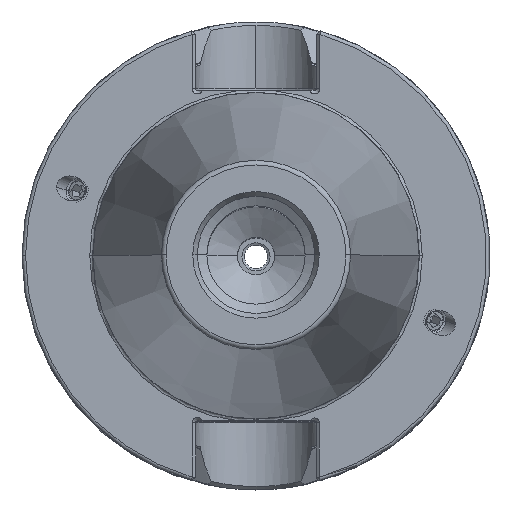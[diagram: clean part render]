
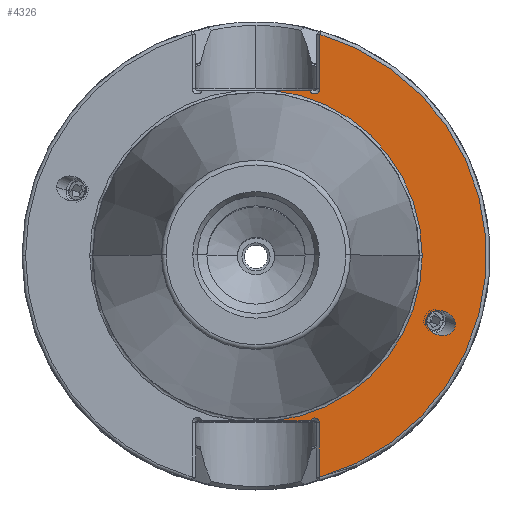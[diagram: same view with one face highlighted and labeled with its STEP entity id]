
A CAD part, top view. The second image highlights one B-rep face of the part: STEP entity #4326.
In plain terms, the highlighted planar face has unit normal (0, 0, 1).
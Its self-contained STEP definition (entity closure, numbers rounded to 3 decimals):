
#167 = DIRECTION ( 'NONE',  ( 0., 0., -1. ) ) ;
#195 = CIRCLE ( 'NONE', #2254, 35.5 ) ;
#221 = VERTEX_POINT ( 'NONE', #8771 ) ;
#635 = CARTESIAN_POINT ( 'NONE',  ( 42.579, -9.404, -3. ) ) ;
#792 = DIRECTION ( 'NONE',  ( -1., 0., 0. ) ) ;
#843 = CARTESIAN_POINT ( 'NONE',  ( 13.65, 47.308, -3. ) ) ;
#1224 = ORIENTED_EDGE ( 'NONE', *, *, #2355, .T. ) ;
#1268 = VERTEX_POINT ( 'NONE', #6489 ) ;
#1528 = CARTESIAN_POINT ( 'NONE',  ( 0., -35.3, -3. ) ) ;
#1683 = DIRECTION ( 'NONE',  ( 0., 0., 1. ) ) ;
#1687 = CIRCLE ( 'NONE', #5772, 1.019 ) ;
#1847 = CARTESIAN_POINT ( 'NONE',  ( 13.544, 49.987, -3. ) ) ;
#1971 = CIRCLE ( 'NONE', #10164, 35.5 ) ;
#1999 = CARTESIAN_POINT ( 'NONE',  ( 42.579, -14.707, -3. ) ) ;
#2082 = VECTOR ( 'NONE', #3563, 1000. ) ;
#2084 = DIRECTION ( 'NONE',  ( -1., 0., 0. ) ) ;
#2198 = PLANE ( 'NONE',  #7405 ) ;
#2200 = EDGE_CURVE ( 'NONE', #4064, #7957, #1971, .T. ) ;
#2254 = AXIS2_PLACEMENT_3D ( 'NONE', #4713, #8468, #9257 ) ;
#2264 = EDGE_CURVE ( 'NONE', #2744, #5680, #7505, .T. ) ;
#2355 = EDGE_CURVE ( 'NONE', #221, #10704, #7325, .T. ) ;
#2434 = ORIENTED_EDGE ( 'NONE', *, *, #8285, .T. ) ;
#2493 = EDGE_CURVE ( 'NONE', #1268, #10704, #2739, .T. ) ;
#2574 = EDGE_LOOP ( 'NONE', ( #7372, #5009 ) ) ;
#2739 = LINE ( 'NONE', #4450, #7313 ) ;
#2744 = VERTEX_POINT ( 'NONE', #8592 ) ;
#2957 = VECTOR ( 'NONE', #4610, 1000. ) ;
#2979 = AXIS2_PLACEMENT_3D ( 'NONE', #7522, #1683, #10333 ) ;
#3087 = EDGE_CURVE ( 'NONE', #1268, #4064, #195, .T. ) ;
#3095 = CARTESIAN_POINT ( 'NONE',  ( 11.578, -35.3, -3. ) ) ;
#3338 = CARTESIAN_POINT ( 'NONE',  ( 36.355, -19.326, -3. ) ) ;
#3540 = FACE_OUTER_BOUND ( 'NONE', #6344, .T. ) ;
#3563 = DIRECTION ( 'NONE',  ( 0., -1., 0. ) ) ;
#3801 = CARTESIAN_POINT ( 'NONE',  ( 36.355, -14.023, -3. ) ) ;
#3976 = DIRECTION ( 'NONE',  ( 0., 0., -1. ) ) ;
#4064 = VERTEX_POINT ( 'NONE', #7298 ) ;
#4085 = ORIENTED_EDGE ( 'NONE', *, *, #6101, .F. ) ;
#4136 = DIRECTION ( 'NONE',  ( -1., 0., 0. ) ) ;
#4148 = CARTESIAN_POINT ( 'NONE',  ( 13.544, -35.675, -3. ) ) ;
#4210 = ORIENTED_EDGE ( 'NONE', *, *, #2493, .F. ) ;
#4326 = ADVANCED_FACE ( 'NONE', ( #8121, #3540 ), #2198, .F. ) ;
#4390 = LINE ( 'NONE', #1847, #2082 ) ;
#4429 = VECTOR ( 'NONE', #4136, 1000. ) ;
#4450 = CARTESIAN_POINT ( 'NONE',  ( 0., 35.3, -3. ) ) ;
#4542 = EDGE_CURVE ( 'NONE', #4631, #5059, #4658, .T. ) ;
#4552 = DIRECTION ( 'NONE',  ( 0., 0., -1. ) ) ;
#4610 = DIRECTION ( 'NONE',  ( 0., -1., 0. ) ) ;
#4631 = VERTEX_POINT ( 'NONE', #5620 ) ;
#4658 =( BOUNDED_CURVE ( )  B_SPLINE_CURVE ( 3, ( #1999, #5075, #3338, #8053 ),
 .UNSPECIFIED., .F., .F. ) 
 B_SPLINE_CURVE_WITH_KNOTS ( ( 4, 4 ),
 ( 5.993, 9.135 ),
 .UNSPECIFIED. ) 
 CURVE ( )  GEOMETRIC_REPRESENTATION_ITEM ( )  RATIONAL_B_SPLINE_CURVE ( ( 1., 0.333, 0.333, 1. ) ) 
 REPRESENTATION_ITEM ( '' )  );
#4713 = CARTESIAN_POINT ( 'NONE',  ( 0., 0., -3. ) ) ;
#4744 = EDGE_CURVE ( 'NONE', #5059, #4631, #5571, .T. ) ;
#5009 = ORIENTED_EDGE ( 'NONE', *, *, #4744, .T. ) ;
#5032 = EDGE_CURVE ( 'NONE', #5680, #221, #9571, .T. ) ;
#5059 = VERTEX_POINT ( 'NONE', #3801 ) ;
#5075 = CARTESIAN_POINT ( 'NONE',  ( 42.579, -20.01, -3. ) ) ;
#5571 =( BOUNDED_CURVE ( )  B_SPLINE_CURVE ( 3, ( #9221, #7469, #635, #6641 ),
 .UNSPECIFIED., .F., .T. ) 
 B_SPLINE_CURVE_WITH_KNOTS ( ( 4, 4 ),
 ( 2.852, 5.993 ),
 .UNSPECIFIED. ) 
 CURVE ( )  GEOMETRIC_REPRESENTATION_ITEM ( )  RATIONAL_B_SPLINE_CURVE ( ( 1., 0.333, 0.333, 1. ) ) 
 REPRESENTATION_ITEM ( '' )  );
#5620 = CARTESIAN_POINT ( 'NONE',  ( 42.579, -14.707, -3. ) ) ;
#5680 = VERTEX_POINT ( 'NONE', #843 ) ;
#5708 = ORIENTED_EDGE ( 'NONE', *, *, #3087, .T. ) ;
#5772 = AXIS2_PLACEMENT_3D ( 'NONE', #11142, #5936, #792 ) ;
#5936 = DIRECTION ( 'NONE',  ( 0., 0., -1. ) ) ;
#5962 = DIRECTION ( 'NONE',  ( -1., 0., 0. ) ) ;
#6101 = EDGE_CURVE ( 'NONE', #8510, #7957, #6711, .T. ) ;
#6328 = CARTESIAN_POINT ( 'NONE',  ( 13.65, 35.675, -3. ) ) ;
#6344 = EDGE_LOOP ( 'NONE', ( #4085, #11054, #2434, #8745, #9013, #1224, #4210, #5708, #6648 ) ) ;
#6489 = CARTESIAN_POINT ( 'NONE',  ( 3.763, 35.3, -3. ) ) ;
#6627 = CARTESIAN_POINT ( 'NONE',  ( 0., 0., -3. ) ) ;
#6641 = CARTESIAN_POINT ( 'NONE',  ( 42.579, -14.707, -3. ) ) ;
#6648 = ORIENTED_EDGE ( 'NONE', *, *, #2200, .T. ) ;
#6711 = LINE ( 'NONE', #1528, #4429 ) ;
#6809 = AXIS2_PLACEMENT_3D ( 'NONE', #7000, #167, #2084 ) ;
#7000 = CARTESIAN_POINT ( 'NONE',  ( 12.525, 35.675, -3. ) ) ;
#7161 = DIRECTION ( 'NONE',  ( 1., 0., 0. ) ) ;
#7298 = CARTESIAN_POINT ( 'NONE',  ( 35.5, 0., -3. ) ) ;
#7313 = VECTOR ( 'NONE', #7161, 1000. ) ;
#7325 = CIRCLE ( 'NONE', #6809, 1.125 ) ;
#7372 = ORIENTED_EDGE ( 'NONE', *, *, #4542, .T. ) ;
#7405 = AXIS2_PLACEMENT_3D ( 'NONE', #9157, #3976, #10036 ) ;
#7469 = CARTESIAN_POINT ( 'NONE',  ( 36.355, -8.72, -3. ) ) ;
#7473 = EDGE_CURVE ( 'NONE', #8510, #8638, #1687, .T. ) ;
#7505 = CIRCLE ( 'NONE', #2979, 49.237 ) ;
#7522 = CARTESIAN_POINT ( 'NONE',  ( 0., 0., -3. ) ) ;
#7957 = VERTEX_POINT ( 'NONE', #9390 ) ;
#8053 = CARTESIAN_POINT ( 'NONE',  ( 36.355, -14.023, -3. ) ) ;
#8121 = FACE_BOUND ( 'NONE', #2574, .T. ) ;
#8285 = EDGE_CURVE ( 'NONE', #8638, #2744, #4390, .T. ) ;
#8468 = DIRECTION ( 'NONE',  ( 0., 0., -1. ) ) ;
#8510 = VERTEX_POINT ( 'NONE', #3095 ) ;
#8592 = CARTESIAN_POINT ( 'NONE',  ( 13.544, -47.338, -3. ) ) ;
#8638 = VERTEX_POINT ( 'NONE', #4148 ) ;
#8745 = ORIENTED_EDGE ( 'NONE', *, *, #2264, .T. ) ;
#8771 = CARTESIAN_POINT ( 'NONE',  ( 13.65, 35.675, -3. ) ) ;
#9013 = ORIENTED_EDGE ( 'NONE', *, *, #5032, .T. ) ;
#9157 = CARTESIAN_POINT ( 'NONE',  ( 0., 49.987, -3. ) ) ;
#9221 = CARTESIAN_POINT ( 'NONE',  ( 36.355, -14.023, -3. ) ) ;
#9257 = DIRECTION ( 'NONE',  ( -1., 0., 0. ) ) ;
#9390 = CARTESIAN_POINT ( 'NONE',  ( 3.763, -35.3, -3. ) ) ;
#9571 = LINE ( 'NONE', #6328, #2957 ) ;
#10036 = DIRECTION ( 'NONE',  ( -1., 0., 0. ) ) ;
#10164 = AXIS2_PLACEMENT_3D ( 'NONE', #6627, #4552, #5962 ) ;
#10333 = DIRECTION ( 'NONE',  ( -1., 0., 0. ) ) ;
#10704 = VERTEX_POINT ( 'NONE', #10846 ) ;
#10846 = CARTESIAN_POINT ( 'NONE',  ( 11.464, 35.3, -3. ) ) ;
#11054 = ORIENTED_EDGE ( 'NONE', *, *, #7473, .T. ) ;
#11142 = CARTESIAN_POINT ( 'NONE',  ( 12.525, -35.675, -3. ) ) ;
